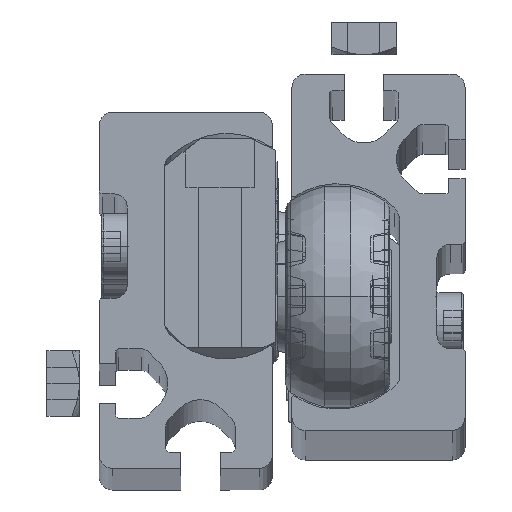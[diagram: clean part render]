
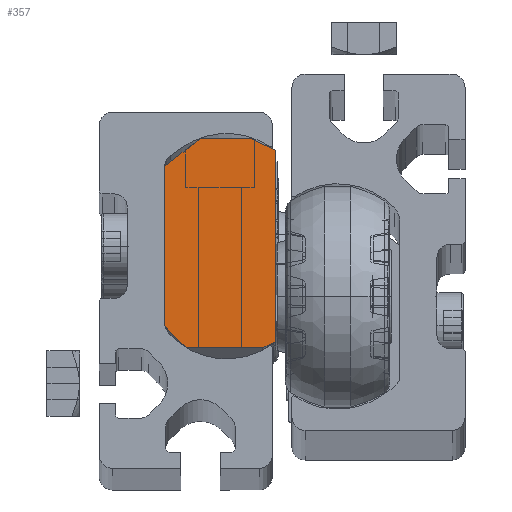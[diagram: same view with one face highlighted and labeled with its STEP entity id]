
A CAD part, top view. The second image highlights one B-rep face of the part: STEP entity #357.
In plain terms, the highlighted face is planar.
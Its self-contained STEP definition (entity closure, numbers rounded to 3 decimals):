
#71 = ORIENTED_EDGE ( 'NONE', *, *, #5047, .F. ) ;
#357 = ADVANCED_FACE ( 'NONE', ( #5723 ), #20314, .F. ) ;
#510 = VECTOR ( 'NONE', #16924, 1000. ) ;
#687 = DIRECTION ( 'NONE',  ( 0., 1., 0. ) ) ;
#934 = LINE ( 'NONE', #2870, #15302 ) ;
#1117 = ORIENTED_EDGE ( 'NONE', *, *, #18423, .F. ) ;
#1152 = CARTESIAN_POINT ( 'NONE',  ( 19., 12.203, 8.5 ) ) ;
#1211 = ORIENTED_EDGE ( 'NONE', *, *, #9383, .F. ) ;
#2248 = CARTESIAN_POINT ( 'NONE',  ( 19., -15.5, 5.2 ) ) ;
#2364 = LINE ( 'NONE', #2248, #11269 ) ;
#2647 = VERTEX_POINT ( 'NONE', #15261 ) ;
#2870 = CARTESIAN_POINT ( 'NONE',  ( 19., 14.681, -8.5 ) ) ;
#3202 = VECTOR ( 'NONE', #14033, 1000. ) ;
#3443 = CARTESIAN_POINT ( 'NONE',  ( 19., 1.5, 22.2 ) ) ;
#3621 = VERTEX_POINT ( 'NONE', #21449 ) ;
#4480 = VERTEX_POINT ( 'NONE', #15108 ) ;
#4931 = VERTEX_POINT ( 'NONE', #15076 ) ;
#5047 = EDGE_CURVE ( 'NONE', #13848, #4931, #934, .T. ) ;
#5066 = ORIENTED_EDGE ( 'NONE', *, *, #7484, .T. ) ;
#5240 = DIRECTION ( 'NONE',  ( 0., 0., 1. ) ) ;
#5247 = AXIS2_PLACEMENT_3D ( 'NONE', #3443, #11088, #5240 ) ;
#5479 = ORIENTED_EDGE ( 'NONE', *, *, #19921, .F. ) ;
#5723 = FACE_OUTER_BOUND ( 'NONE', #18811, .T. ) ;
#7434 = EDGE_CURVE ( 'NONE', #4480, #17518, #11564, .T. ) ;
#7482 = VERTEX_POINT ( 'NONE', #7872 ) ;
#7484 = EDGE_CURVE ( 'NONE', #17518, #3621, #2364, .T. ) ;
#7734 = ORIENTED_EDGE ( 'NONE', *, *, #10752, .T. ) ;
#7872 = CARTESIAN_POINT ( 'NONE',  ( 19., 16.5, 3. ) ) ;
#7897 = LINE ( 'NONE', #15292, #18207 ) ;
#8292 = LINE ( 'NONE', #22650, #8338 ) ;
#8338 = VECTOR ( 'NONE', #20870, 1000. ) ;
#8827 = VECTOR ( 'NONE', #17944, 1000. ) ;
#9383 = EDGE_CURVE ( 'NONE', #2647, #13848, #8292, .T. ) ;
#9564 = ORIENTED_EDGE ( 'NONE', *, *, #7434, .T. ) ;
#9635 = LINE ( 'NONE', #20412, #510 ) ;
#10594 = VERTEX_POINT ( 'NONE', #1152 ) ;
#10752 = EDGE_CURVE ( 'NONE', #2647, #7482, #16254, .T. ) ;
#11088 = DIRECTION ( 'NONE',  ( -1., 0., 0. ) ) ;
#11214 = CARTESIAN_POINT ( 'NONE',  ( 19., -12.2, 8.5 ) ) ;
#11269 = VECTOR ( 'NONE', #19006, 1000. ) ;
#11564 = LINE ( 'NONE', #11214, #14726 ) ;
#13684 = LINE ( 'NONE', #20038, #3202 ) ;
#13848 = VERTEX_POINT ( 'NONE', #22220 ) ;
#14033 = DIRECTION ( 'NONE',  ( 0., 0.616, -0.788 ) ) ;
#14726 = VECTOR ( 'NONE', #20330, 1000. ) ;
#15076 = CARTESIAN_POINT ( 'NONE',  ( 19., -14.661, -8.5 ) ) ;
#15108 = CARTESIAN_POINT ( 'NONE',  ( 19., -12.2, 8.5 ) ) ;
#15194 = EDGE_CURVE ( 'NONE', #4480, #10594, #7897, .T. ) ;
#15261 = CARTESIAN_POINT ( 'NONE',  ( 19., 16.5, -4.6 ) ) ;
#15292 = CARTESIAN_POINT ( 'NONE',  ( 19., -12.2, 8.5 ) ) ;
#15302 = VECTOR ( 'NONE', #15539, 1000. ) ;
#15539 = DIRECTION ( 'NONE',  ( 0., -1., 0. ) ) ;
#16254 = LINE ( 'NONE', #23565, #8827 ) ;
#16924 = DIRECTION ( 'NONE',  ( 0., -0.423, 0.906 ) ) ;
#17518 = VERTEX_POINT ( 'NONE', #18696 ) ;
#17944 = DIRECTION ( 'NONE',  ( 0., 0., 1. ) ) ;
#18207 = VECTOR ( 'NONE', #687, 1000. ) ;
#18423 = EDGE_CURVE ( 'NONE', #4931, #3621, #9635, .T. ) ;
#18696 = CARTESIAN_POINT ( 'NONE',  ( 19., -15.5, 5.2 ) ) ;
#18811 = EDGE_LOOP ( 'NONE', ( #5479, #22321, #9564, #5066, #1117, #71, #1211, #7734 ) ) ;
#19006 = DIRECTION ( 'NONE',  ( 0., 0., -1. ) ) ;
#19921 = EDGE_CURVE ( 'NONE', #10594, #7482, #13684, .T. ) ;
#20038 = CARTESIAN_POINT ( 'NONE',  ( 19., 12.203, 8.5 ) ) ;
#20314 = PLANE ( 'NONE',  #5247 ) ;
#20330 = DIRECTION ( 'NONE',  ( 0., -0.707, -0.707 ) ) ;
#20412 = CARTESIAN_POINT ( 'NONE',  ( 19., -14.661, -8.5 ) ) ;
#20870 = DIRECTION ( 'NONE',  ( 0., -0.423, -0.906 ) ) ;
#21449 = CARTESIAN_POINT ( 'NONE',  ( 19., -15.5, -6.7 ) ) ;
#22220 = CARTESIAN_POINT ( 'NONE',  ( 19., 14.681, -8.5 ) ) ;
#22321 = ORIENTED_EDGE ( 'NONE', *, *, #15194, .F. ) ;
#22650 = CARTESIAN_POINT ( 'NONE',  ( 19., 16.5, -4.6 ) ) ;
#23565 = CARTESIAN_POINT ( 'NONE',  ( 19., 16.5, -4.6 ) ) ;
